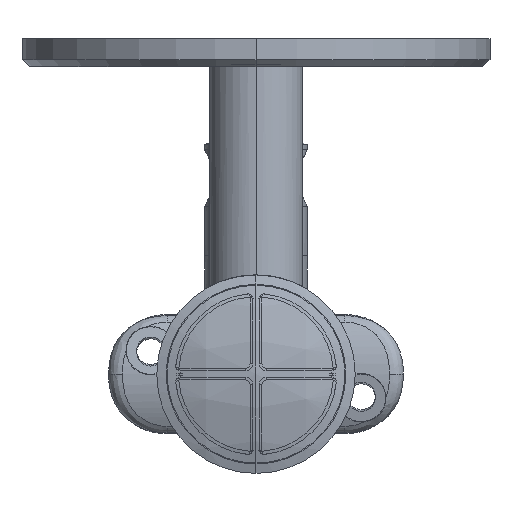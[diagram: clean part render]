
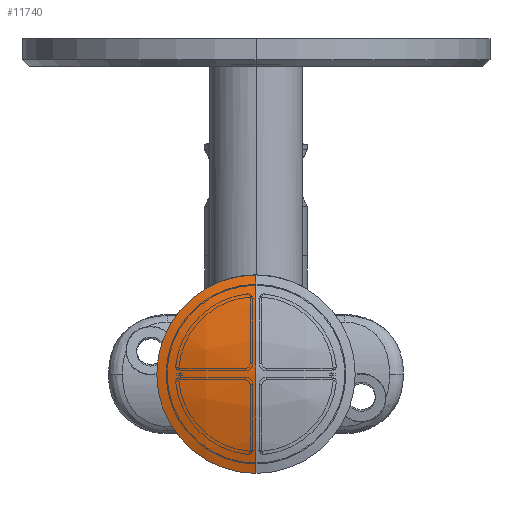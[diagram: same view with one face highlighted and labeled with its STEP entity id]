
A CAD part, front view. The second image highlights one B-rep face of the part: STEP entity #11740.
In plain terms, the highlighted spherical face has radius 58.18 mm.
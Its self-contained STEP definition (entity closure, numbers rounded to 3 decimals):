
#545 = SPHERICAL_SURFACE ( 'NONE', #14712, 58.18 ) ;
#2192 = ORIENTED_EDGE ( 'NONE', *, *, #3139, .T. ) ;
#3139 = EDGE_CURVE ( 'NONE', #9553, #19496, #7512, .T. ) ;
#4107 = DIRECTION ( 'NONE',  ( 0., 1., 0. ) ) ;
#4199 = CARTESIAN_POINT ( 'NONE',  ( -3., 0., 21.2 ) ) ;
#4531 = CARTESIAN_POINT ( 'NONE',  ( -3., 0., 0. ) ) ;
#5158 = CIRCLE ( 'NONE', #16115, 21.2 ) ;
#5168 = DIRECTION ( 'NONE',  ( 0., 1., 0. ) ) ;
#5676 = AXIS2_PLACEMENT_3D ( 'NONE', #28588, #17259, #5932 ) ;
#5932 = DIRECTION ( 'NONE',  ( 1., 0., 0. ) ) ;
#6434 = VERTEX_POINT ( 'NONE', #4199 ) ;
#6508 = CARTESIAN_POINT ( 'NONE',  ( 51.18, 0., 0. ) ) ;
#6628 = CARTESIAN_POINT ( 'NONE',  ( -7., 0., 0. ) ) ;
#6918 = DIRECTION ( 'NONE',  ( 0., 0., 1. ) ) ;
#7512 = CIRCLE ( 'NONE', #11321, 58.18 ) ;
#8598 = DIRECTION ( 'NONE',  ( 0., 0., 1. ) ) ;
#9507 = CIRCLE ( 'NONE', #5676, 58.18 ) ;
#9553 = VERTEX_POINT ( 'NONE', #20733 ) ;
#11321 = AXIS2_PLACEMENT_3D ( 'NONE', #6508, #4107, #8598 ) ;
#11476 = EDGE_CURVE ( 'NONE', #6434, #19496, #9507, .T. ) ;
#11710 = ORIENTED_EDGE ( 'NONE', *, *, #11476, .F. ) ;
#11740 = ADVANCED_FACE ( 'NONE', ( #11882 ), #545, .T. ) ;
#11882 = FACE_OUTER_BOUND ( 'NONE', #19648, .T. ) ;
#14712 = AXIS2_PLACEMENT_3D ( 'NONE', #26027, #5168, #23792 ) ;
#16115 = AXIS2_PLACEMENT_3D ( 'NONE', #4531, #24666, #6918 ) ;
#17259 = DIRECTION ( 'NONE',  ( 0., -1., 0. ) ) ;
#19496 = VERTEX_POINT ( 'NONE', #6628 ) ;
#19648 = EDGE_LOOP ( 'NONE', ( #20785, #2192, #11710 ) ) ;
#20733 = CARTESIAN_POINT ( 'NONE',  ( -3., 0., -21.2 ) ) ;
#20785 = ORIENTED_EDGE ( 'NONE', *, *, #20860, .T. ) ;
#20860 = EDGE_CURVE ( 'NONE', #6434, #9553, #5158, .T. ) ;
#23792 = DIRECTION ( 'NONE',  ( 0., 0., 1. ) ) ;
#24666 = DIRECTION ( 'NONE',  ( -1., 0., 0. ) ) ;
#26027 = CARTESIAN_POINT ( 'NONE',  ( 51.18, 0., 0. ) ) ;
#28588 = CARTESIAN_POINT ( 'NONE',  ( 51.18, 0., 0. ) ) ;
